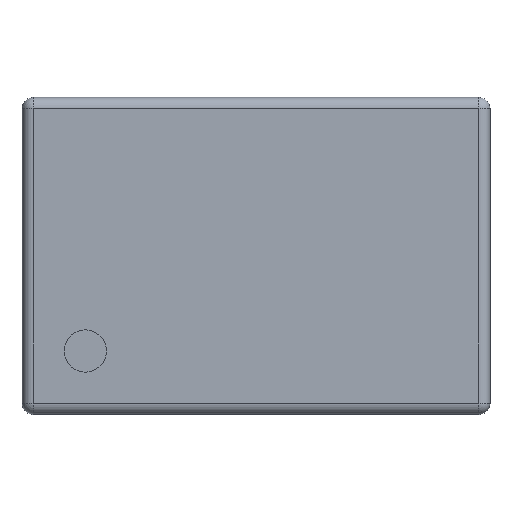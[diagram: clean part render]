
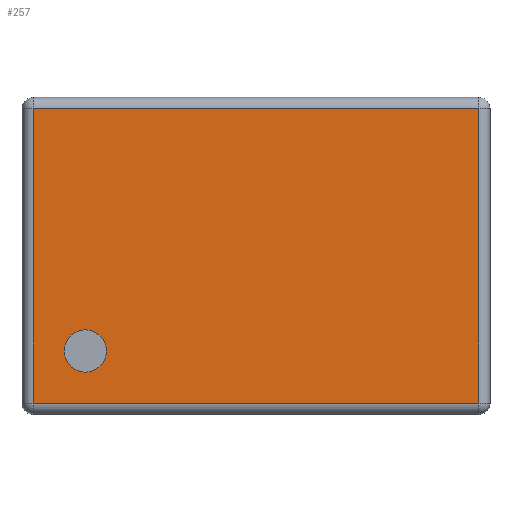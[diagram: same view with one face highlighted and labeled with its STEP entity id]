
A CAD part, top view. The second image highlights one B-rep face of the part: STEP entity #257.
In plain terms, the highlighted planar face has unit normal (0, 0, 1).
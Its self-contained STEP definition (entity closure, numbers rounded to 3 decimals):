
#257=ADVANCED_FACE('',(#1635,#1637),#1639,.T.);
#1635=FACE_BOUND('',#1636,.T.);
#1636=EDGE_LOOP('',(#2707,#2708,#2709,#2710));
#1637=FACE_BOUND('',#1638,.T.);
#1638=EDGE_LOOP('',(#2711));
#1639=PLANE('',#1640);
#1640=AXIS2_PLACEMENT_3D('',#1641,#1642,#1643);
#1641=CARTESIAN_POINT('',(0.,0.,0.8));
#1642=DIRECTION('',(0.,0.,1.));
#1643=DIRECTION('',(1.,0.,0.));
#2707=ORIENTED_EDGE('',*,*,#3513,.T.);
#2708=ORIENTED_EDGE('',*,*,#3514,.T.);
#2709=ORIENTED_EDGE('',*,*,#3515,.T.);
#2710=ORIENTED_EDGE('',*,*,#3516,.T.);
#2711=ORIENTED_EDGE('',*,*,#3512,.F.);
#3512=EDGE_CURVE('',#3937,#3937,#3938,.T.);
#3513=EDGE_CURVE('',#3939,#3940,#3941,.T.);
#3514=EDGE_CURVE('',#3940,#3942,#3943,.T.);
#3515=EDGE_CURVE('',#3942,#3944,#3945,.T.);
#3516=EDGE_CURVE('',#3944,#3939,#3946,.T.);
#3937=VERTEX_POINT('',#4691);
#3938=CIRCLE('',#4692,0.14);
#3939=VERTEX_POINT('',#4696);
#3940=VERTEX_POINT('',#4697);
#3941=LINE('',#4698,#4699);
#3942=VERTEX_POINT('',#4701);
#3943=LINE('',#4702,#4703);
#3944=VERTEX_POINT('',#4705);
#3945=LINE('',#4706,#4707);
#3946=LINE('',#4709,#4710);
#4691=CARTESIAN_POINT('',(-0.99,-0.63,0.8));
#4692=AXIS2_PLACEMENT_3D('',#4693,#4694,#4695);
#4693=CARTESIAN_POINT('',(-1.13,-0.63,0.8));
#4694=DIRECTION('',(0.,0.,1.));
#4695=DIRECTION('',(1.,0.,0.));
#4696=CARTESIAN_POINT('',(-1.475,-0.975,0.8));
#4697=CARTESIAN_POINT('',(1.475,-0.975,0.8));
#4698=CARTESIAN_POINT('',(-1.475,-0.975,0.8));
#4699=VECTOR('',#4700,1.);
#4700=DIRECTION('',(1.,0.,0.));
#4701=CARTESIAN_POINT('',(1.475,0.975,0.8));
#4702=CARTESIAN_POINT('',(1.475,-0.975,0.8));
#4703=VECTOR('',#4704,1.);
#4704=DIRECTION('',(0.,1.,0.));
#4705=CARTESIAN_POINT('',(-1.475,0.975,0.8));
#4706=CARTESIAN_POINT('',(1.475,0.975,0.8));
#4707=VECTOR('',#4708,1.);
#4708=DIRECTION('',(-1.,0.,0.));
#4709=CARTESIAN_POINT('',(-1.475,0.975,0.8));
#4710=VECTOR('',#4711,1.);
#4711=DIRECTION('',(0.,-1.,0.));
